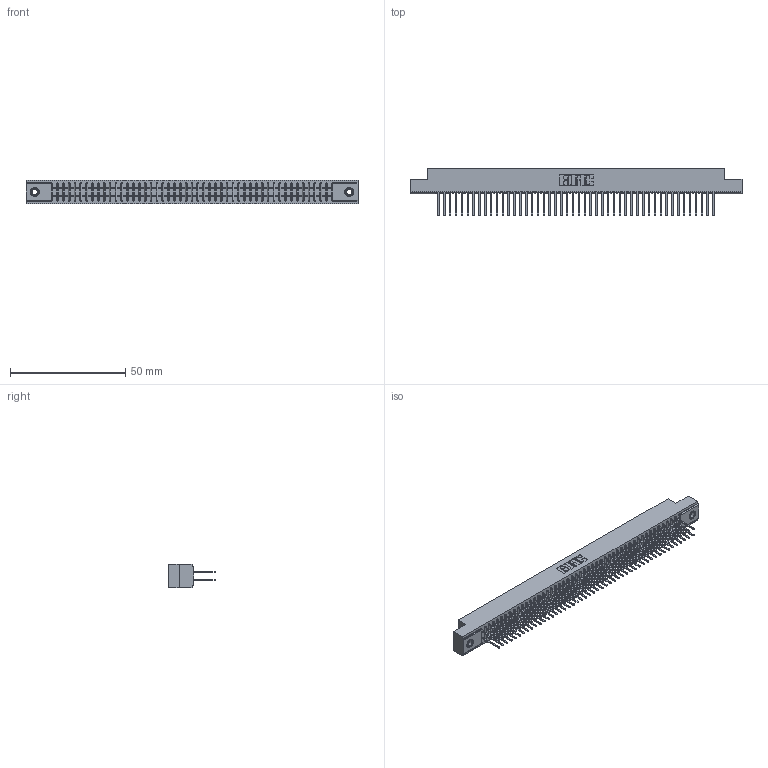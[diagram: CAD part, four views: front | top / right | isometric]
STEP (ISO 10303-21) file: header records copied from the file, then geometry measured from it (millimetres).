
FILE_DESCRIPTION (( 'STEP AP203' ), '1' );
FILE_NAME ('391-096-522-207.STEP', '2018-08-09T18:38:38', ( '' ), ( '' ), 'SwSTEP 2.0', 'SolidWorks 2016', '' );
FILE_SCHEMA (( 'CONFIG_CONTROL_DESIGN' ));
Length unit declared in the file: inch
Products named in the file (4): 341 Part_.156 (3.96) Dia Mounting Holes; 341-292-001_341-292-122; 345-250-001_345-250-005-103; 391-096-522-207
Assembly tree (99 placements, depth 2):
  391-096-522-207
    341 Part_.156 (3.96) Dia Mounting Holes
    341-292-001_341-292-122  x96
    345-250-001_345-250-005-103  x2
Bounding box: 144.15 x 20.62 x 10.16 mm (x, y, z)
Volume: 10767.7 mm3; surface area: 20198.5 mm2
Topology: 99 solids, 99 shells, 6512 faces, 18836 edges, 12194 vertices
Faces by surface type: plane 3940, cylinder 2364, sphere 98, torus 98, cone 12
Entity records: 58476 total; most frequent: CARTESIAN_POINT 9703, ORIENTED_EDGE 9636, DIRECTION 9422, EDGE_CURVE 4818, VECTOR 3896, LINE 3896, VERTEX_POINT 3044, AXIS2_PLACEMENT_3D 2763
